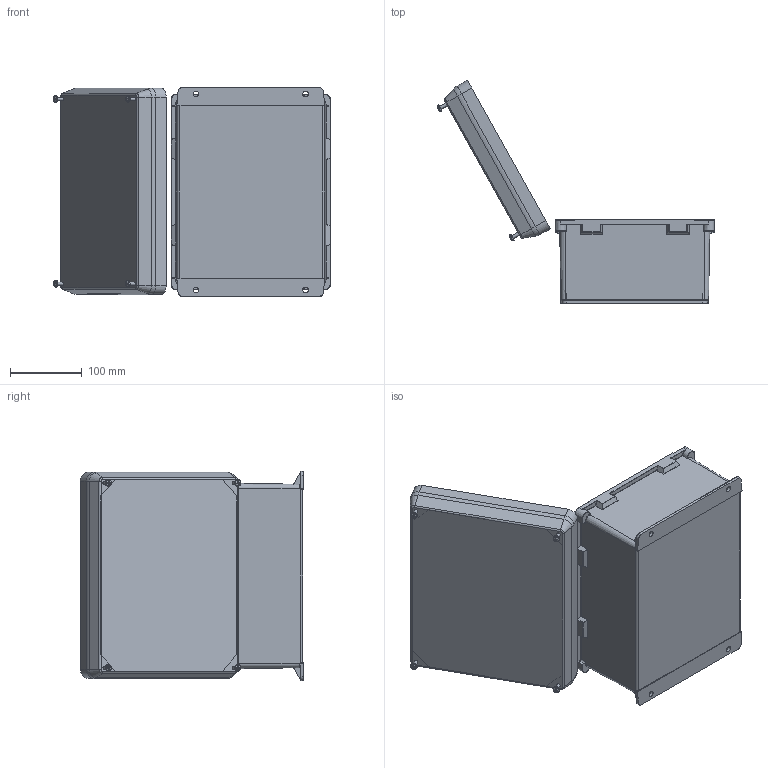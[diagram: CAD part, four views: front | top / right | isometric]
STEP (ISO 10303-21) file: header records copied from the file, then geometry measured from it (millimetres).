
FILE_DESCRIPTION (( 'STEP AP214' ), '1' );
FILE_NAME ('NBC100805.STEP', '2018-02-13T16:44:22', ( '' ), ( '' ), 'SwSTEP 2.0', 'SolidWorks 2017', '' );
FILE_SCHEMA (( 'AUTOMOTIVE_DESIGN' ));
Length unit declared in the file: inch
Products named in the file (4): NBC_LidScrew; NBC100805_Lid; NB100805_Box; NBC100805
Assembly tree (6 placements, depth 2):
  NBC100805
    NB100805_Box
    NBC100805_Lid
    NBC_LidScrew  x4
Bounding box: 385.99 x 311.05 x 291.44 mm (x, y, z)
Volume: 1146643 mm3; surface area: 714962.9 mm2
Topology: 6 solids, 6 shells, 900 faces, 2142 edges, 1232 vertices
Faces by surface type: plane 306, cylinder 250, cone 180, bspline 60, sphere 60, torus 44
Full cylindrical faces by diameter (mm): 4.216 x4, 4.775 x4, 4.826 x4, 7.112 x4, 7.518 x4, 10.16 x4, 14.224 x4
Entity records: 22580 total; most frequent: CARTESIAN_POINT 5721, DIRECTION 3390, ORIENTED_EDGE 3280, EDGE_CURVE 1640, AXIS2_PLACEMENT_3D 1277, VERTEX_POINT 1032, EDGE_LOOP 928, VECTOR 836
